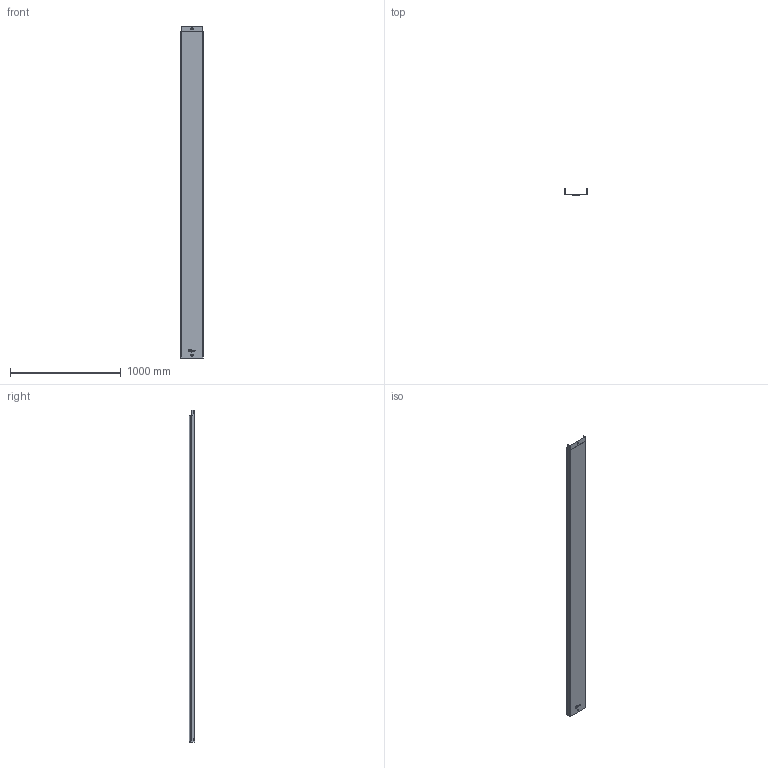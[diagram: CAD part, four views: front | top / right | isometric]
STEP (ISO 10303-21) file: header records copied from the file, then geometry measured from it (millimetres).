
FILE_DESCRIPTION (( 'STEP AP203' ), '1' );
FILE_NAME ('Cable tray 50õ200õ3000.STEP', '2019-04-24T06:25:59', ( '' ), ( '' ), 'SwSTEP 2.0', 'SolidWorks 2017', '' );
FILE_SCHEMA (( 'CONFIG_CONTROL_DESIGN' ));
Length unit declared in the file: millimetre
Products named in the file (1): Cable tray 50õ200õ3000
Bounding box: 203.08 x 51.34 x 3000 mm (x, y, z)
Volume: 779634.2 mm3; surface area: 1954623.6 mm2
Topology: 1 solids, 1 shells, 407 faces, 995 edges, 610 vertices
Faces by surface type: plane 170, cylinder 129, bspline 67, torus 41
Entity records: 16201 total; most frequent: CARTESIAN_POINT 6973, ORIENTED_EDGE 1990, DIRECTION 1772, EDGE_CURVE 995, VERTEX_POINT 610, AXIS2_PLACEMENT_3D 609, VECTOR 554, LINE 554
